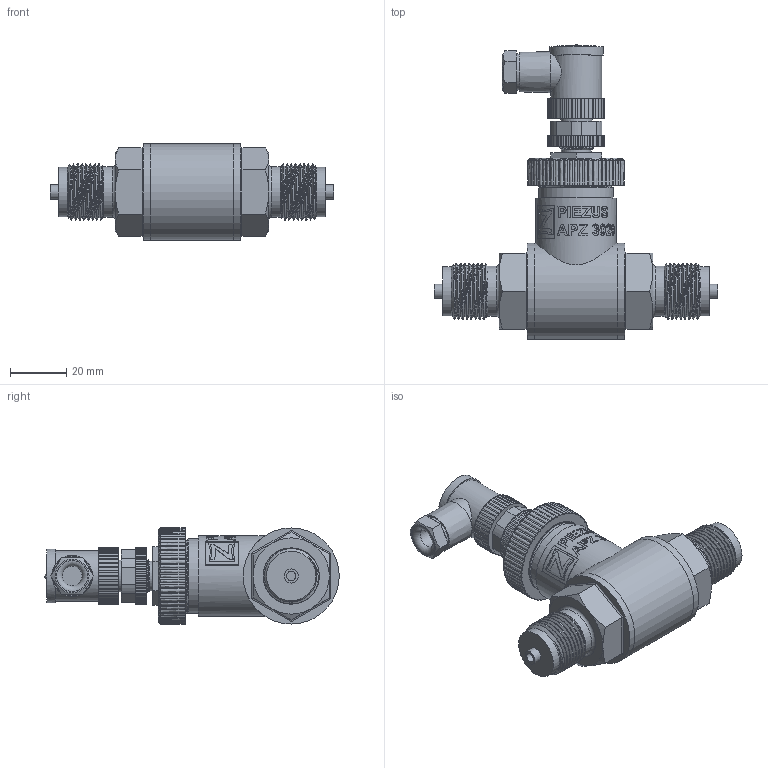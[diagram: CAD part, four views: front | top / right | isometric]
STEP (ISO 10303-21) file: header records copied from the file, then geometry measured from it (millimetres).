
FILE_DESCRIPTION(/* description */ (''),/* implementation_level */ '2;1');
FILE_NAME(/* name */ 'APZ3020_M20x1,5EN-axial_M12x1-angular.step',/* time_stamp */ '2021-07-28T15:13:49+03:00',/* author */ (''),/* organization */ (''),/* preprocessor_version */ 'ST-DEVELOPER v18.1',/* originating_system */ 'Autodesk Translation Framework v10.9.0.1377',/* authorisation */ '');
FILE_SCHEMA (('AUTOMOTIVE_DESIGN { 1 0 10303 214 3 1 1 }'));
Length unit declared in the file: millimetre
Products named in the file (8): АПЗ 3020 - filled; M20x1,5 EN; shell; shell2; nut M27x1.5 v8; nut2; M12x1 female angular v10; M12x1 male v16
Assembly tree (7 placements, depth 2):
  АПЗ 3020 - filled
    M20x1,5 EN
    shell
    shell2
    nut M27x1.5 v8
    nut2
    M12x1 female angular v10
    M12x1 male v16
Bounding box: 100.4 x 104.27 x 34 mm (x, y, z)
Volume: 90044.1 mm3; surface area: 35456.6 mm2
Topology: 17 solids, 17 shells, 1070 faces, 2943 edges, 1962 vertices
Faces by surface type: bspline 453, cylinder 385, plane 184, cone 40, torus 7, sphere 1
Full cylindrical faces by diameter (mm): 1 x12, 1.5 x4, 3.3 x2, 5 x2, 7 x1, 8 x1, 8.2 x1, 9.471 x2, 10.6 x2, 10.741 x6, 11.035 x4, 11.156 x1, 11.884 x5, 12.152 x4, 13 x1, 14 x1, 14.137 x4, 14.526 x3, 15.85 x3, 16.203 x3, 17.5 x2, 17.8 x2, 18 x1, 18.137 x14, 19 x1, 19.85 x12, 21.4 x2, 22.3 x1, 23.6 x1, 24 x3
Entity records: 62393 total; most frequent: CARTESIAN_POINT 38395, ORIENTED_EDGE 5886, DIRECTION 3445, EDGE_CURVE 2943, VERTEX_POINT 1962, B_SPLINE_CURVE_WITH_KNOTS 1282, AXIS2_PLACEMENT_3D 1242, EDGE_LOOP 1145
